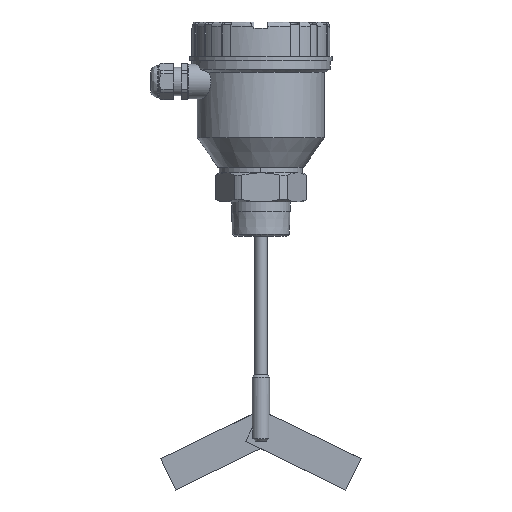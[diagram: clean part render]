
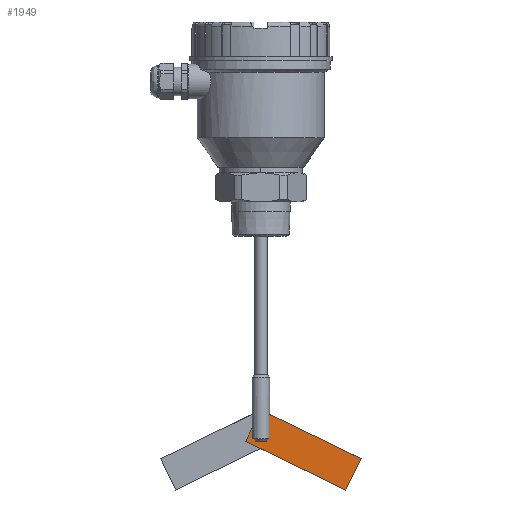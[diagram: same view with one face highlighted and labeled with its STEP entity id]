
A CAD part, front view. The second image highlights one B-rep face of the part: STEP entity #1949.
In plain terms, the highlighted planar face has unit normal (0, -1, 0).
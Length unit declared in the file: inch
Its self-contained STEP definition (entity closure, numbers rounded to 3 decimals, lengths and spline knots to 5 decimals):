
#150 = VECTOR ( 'NONE', #7976, 39.37008 ) ;
#331 = CARTESIAN_POINT ( 'NONE',  ( 0.18004, -0.08858, -7.77223 ) ) ;
#333 = ORIENTED_EDGE ( 'NONE', *, *, #5310, .T. ) ;
#352 = VERTEX_POINT ( 'NONE', #4619 ) ;
#476 = VECTOR ( 'NONE', #8910, 39.37008 ) ;
#533 = EDGE_LOOP ( 'NONE', ( #7967, #5218, #1829, #6587, #3226, #8886, #8238, #4993, #333 ) ) ;
#655 = DIRECTION ( 'NONE',  ( 0.438, 0., 0.899 ) ) ;
#872 = VECTOR ( 'NONE', #2212, 39.37008 ) ;
#1152 = CARTESIAN_POINT ( 'NONE',  ( -0.23167, -0.08858, -7.38668 ) ) ;
#1184 = VERTEX_POINT ( 'NONE', #1964 ) ;
#1220 = EDGE_CURVE ( 'NONE', #8390, #352, #5246, .T. ) ;
#1583 = CARTESIAN_POINT ( 'NONE',  ( -0.15343, -0.08858, -7.79528 ) ) ;
#1797 = EDGE_CURVE ( 'NONE', #6331, #1184, #5314, .T. ) ;
#1829 = ORIENTED_EDGE ( 'NONE', *, *, #1220, .F. ) ;
#1906 = EDGE_CURVE ( 'NONE', #9711, #2363, #3572, .T. ) ;
#1949 = ADVANCED_FACE ( 'FACE9', ( #7743 ), #9353, .T. ) ;
#1964 = CARTESIAN_POINT ( 'NONE',  ( -0.23167, -0.08858, -7.72441 ) ) ;
#2025 = CARTESIAN_POINT ( 'NONE',  ( 0.23167, -0.08858, -7.72441 ) ) ;
#2212 = DIRECTION ( 'NONE',  ( -1., 0., 0. ) ) ;
#2237 = EDGE_CURVE ( 'NONE', #8141, #7888, #3342, .T. ) ;
#2260 = CARTESIAN_POINT ( 'NONE',  ( -0.23167, -0.08858, -7.72441 ) ) ;
#2343 = CARTESIAN_POINT ( 'NONE',  ( 0.15343, -0.08858, -7.79528 ) ) ;
#2363 = VERTEX_POINT ( 'NONE', #3062 ) ;
#2438 = LINE ( 'NONE', #7534, #872 ) ;
#2468 = CARTESIAN_POINT ( 'NONE',  ( 2.42348, -0.08858, -9.18557 ) ) ;
#2607 = CARTESIAN_POINT ( 'NONE',  ( 0.20596, -0.08858, -7.74843 ) ) ;
#2630 = VECTOR ( 'NONE', #3976, 39.37008 ) ;
#2817 = EDGE_CURVE ( 'NONE', #352, #7888, #6345, .T. ) ;
#2883 = VECTOR ( 'NONE', #7503, 39.37008 ) ;
#3062 = CARTESIAN_POINT ( 'NONE',  ( -0.43087, -0.08858, -7.7958 ) ) ;
#3226 = ORIENTED_EDGE ( 'NONE', *, *, #5350, .T. ) ;
#3248 = DIRECTION ( 'NONE',  ( 0., -1., 0. ) ) ;
#3342 = LINE ( 'NONE', #4987, #4756 ) ;
#3572 = LINE ( 'NONE', #8531, #2630 ) ;
#3919 = DIRECTION ( 'NONE',  ( 0., 0., -1. ) ) ;
#3976 = DIRECTION ( 'NONE',  ( -0.438, 0., -0.899 ) ) ;
#4053 = CARTESIAN_POINT ( 'NONE',  ( -0.23167, -0.08858, -6.41339 ) ) ;
#4307 = CARTESIAN_POINT ( 'NONE',  ( 0.23167, -0.08858, -6.41339 ) ) ;
#4515 = DIRECTION ( 'NONE',  ( 0.899, 0., -0.438 ) ) ;
#4560 = CARTESIAN_POINT ( 'NONE',  ( -0.20596, -0.08858, -7.74843 ) ) ;
#4619 = CARTESIAN_POINT ( 'NONE',  ( 0.23167, -0.08858, -7.02367 ) ) ;
#4756 = VECTOR ( 'NONE', #655, 39.37008 ) ;
#4874 = B_SPLINE_CURVE_WITH_KNOTS ( 'NONE', 3,
 ( #7159, #2607, #331, #5732 ),
 .UNSPECIFIED., .F., .F.,
 ( 4, 4 ),
 ( 0., 0.00268 ),
 .UNSPECIFIED. ) ;
#4987 = CARTESIAN_POINT ( 'NONE',  ( 2.42348, -0.08858, -9.18557 ) ) ;
#4993 = ORIENTED_EDGE ( 'NONE', *, *, #1906, .T. ) ;
#5156 = CARTESIAN_POINT ( 'NONE',  ( -0.43087, -0.08858, -7.7958 ) ) ;
#5218 = ORIENTED_EDGE ( 'NONE', *, *, #2817, .F. ) ;
#5246 = LINE ( 'NONE', #4307, #476 ) ;
#5310 = EDGE_CURVE ( 'NONE', #2363, #8141, #6705, .T. ) ;
#5314 = B_SPLINE_CURVE_WITH_KNOTS ( 'NONE', 3,
 ( #1583, #6803, #4560, #2260 ),
 .UNSPECIFIED., .F., .F.,
 ( 4, 4 ),
 ( 0., 0.00268 ),
 .UNSPECIFIED. ) ;
#5350 = EDGE_CURVE ( 'NONE', #8941, #6331, #2438, .T. ) ;
#5437 = CARTESIAN_POINT ( 'NONE',  ( 1.21174, -0.08858, -8.04822 ) ) ;
#5732 = CARTESIAN_POINT ( 'NONE',  ( 0.15343, -0.08858, -7.79528 ) ) ;
#6101 = CARTESIAN_POINT ( 'NONE',  ( -0.15343, -0.08858, -7.79528 ) ) ;
#6108 = EDGE_CURVE ( 'NONE', #8390, #8941, #4874, .T. ) ;
#6232 = LINE ( 'NONE', #4053, #150 ) ;
#6331 = VERTEX_POINT ( 'NONE', #6101 ) ;
#6345 = LINE ( 'NONE', #8255, #2883 ) ;
#6587 = ORIENTED_EDGE ( 'NONE', *, *, #6108, .T. ) ;
#6705 = LINE ( 'NONE', #5156, #7796 ) ;
#6803 = CARTESIAN_POINT ( 'NONE',  ( -0.18004, -0.08858, -7.77223 ) ) ;
#7159 = CARTESIAN_POINT ( 'NONE',  ( 0.23167, -0.08858, -7.72441 ) ) ;
#7503 = DIRECTION ( 'NONE',  ( 0.899, 0., -0.438 ) ) ;
#7534 = CARTESIAN_POINT ( 'NONE',  ( 1.21174, -0.08858, -7.79528 ) ) ;
#7743 = FACE_OUTER_BOUND ( 'NONE', #533, .T. ) ;
#7796 = VECTOR ( 'NONE', #4515, 39.37008 ) ;
#7888 = VERTEX_POINT ( 'NONE', #9077 ) ;
#7967 = ORIENTED_EDGE ( 'NONE', *, *, #2237, .T. ) ;
#7976 = DIRECTION ( 'NONE',  ( 0., 0., -1. ) ) ;
#8141 = VERTEX_POINT ( 'NONE', #2468 ) ;
#8238 = ORIENTED_EDGE ( 'NONE', *, *, #9144, .F. ) ;
#8255 = CARTESIAN_POINT ( 'NONE',  ( 0., -0.08858, -6.91087 ) ) ;
#8390 = VERTEX_POINT ( 'NONE', #2025 ) ;
#8531 = CARTESIAN_POINT ( 'NONE',  ( -0.23167, -0.08858, -7.38668 ) ) ;
#8886 = ORIENTED_EDGE ( 'NONE', *, *, #1797, .T. ) ;
#8910 = DIRECTION ( 'NONE',  ( 0., 0., 1. ) ) ;
#8941 = VERTEX_POINT ( 'NONE', #2343 ) ;
#8982 = AXIS2_PLACEMENT_3D ( 'NONE', #5437, #3248, #3919 ) ;
#9077 = CARTESIAN_POINT ( 'NONE',  ( 2.85435, -0.08858, -8.30064 ) ) ;
#9144 = EDGE_CURVE ( 'NONE', #9711, #1184, #6232, .T. ) ;
#9353 = PLANE ( 'NONE',  #8982 ) ;
#9711 = VERTEX_POINT ( 'NONE', #1152 ) ;
